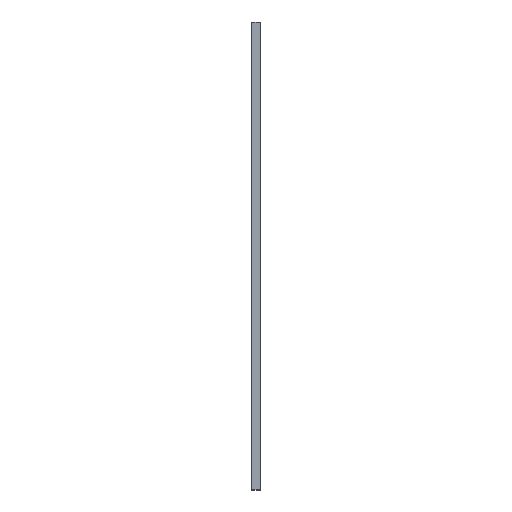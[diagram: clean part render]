
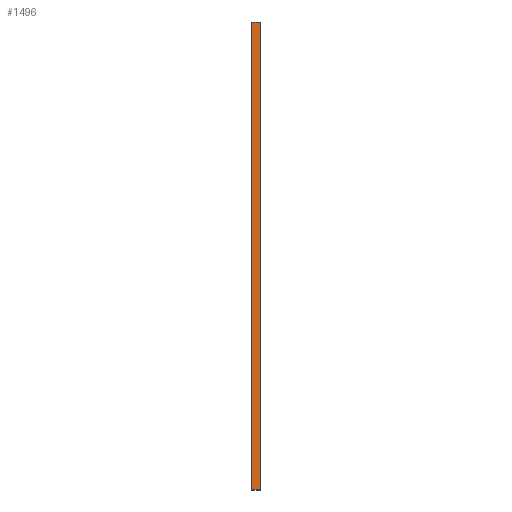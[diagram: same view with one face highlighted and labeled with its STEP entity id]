
A CAD part, top view. The second image highlights one B-rep face of the part: STEP entity #1496.
In plain terms, the highlighted planar face has unit normal (0, 0, 1).
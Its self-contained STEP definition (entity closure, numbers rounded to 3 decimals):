
#557=DIRECTION('',(-1.,0.,0.));
#558=VECTOR('',#557,3.);
#559=CARTESIAN_POINT('',(3.,-120.,0.));
#560=LINE('',#559,#558);
#561=DIRECTION('',(0.,-1.,0.));
#562=VECTOR('',#561,160.);
#563=CARTESIAN_POINT('',(3.,40.,0.));
#564=LINE('',#563,#562);
#565=DIRECTION('',(0.,1.,0.));
#566=VECTOR('',#565,160.);
#567=CARTESIAN_POINT('',(0.,-120.,0.));
#568=LINE('',#567,#566);
#569=DIRECTION('',(1.,0.,0.));
#570=VECTOR('',#569,3.);
#571=CARTESIAN_POINT('',(0.,40.,0.));
#572=LINE('',#571,#570);
#706=CARTESIAN_POINT('',(0.,40.,0.));
#708=VERTEX_POINT('',#706);
#726=CARTESIAN_POINT('',(3.,40.,0.));
#728=VERTEX_POINT('',#726);
#765=CARTESIAN_POINT('',(3.,-120.,0.));
#767=VERTEX_POINT('',#765);
#773=CARTESIAN_POINT('',(0.,-120.,0.));
#775=VERTEX_POINT('',#773);
#1484=CARTESIAN_POINT('',(0.,40.,0.));
#1485=DIRECTION('',(0.,0.,1.));
#1486=DIRECTION('',(0.,-1.,0.));
#1487=AXIS2_PLACEMENT_3D('',#1484,#1485,#1486);
#1488=PLANE('',#1487);
#1489=ORIENTED_EDGE('',*,*,#1075,.T.);
#1490=ORIENTED_EDGE('',*,*,#1479,.T.);
#1491=ORIENTED_EDGE('',*,*,#902,.T.);
#1493=ORIENTED_EDGE('',*,*,#1492,.T.);
#1494=EDGE_LOOP('',(#1489,#1490,#1491,#1493));
#1495=FACE_OUTER_BOUND('',#1494,.F.);
#1496=ADVANCED_FACE('',(#1495),#1488,.T.);
#902=EDGE_CURVE('',#775,#708,#568,.T.);
#1075=EDGE_CURVE('',#728,#767,#564,.T.);
#1479=EDGE_CURVE('',#767,#775,#560,.T.);
#1492=EDGE_CURVE('',#708,#728,#572,.T.);
